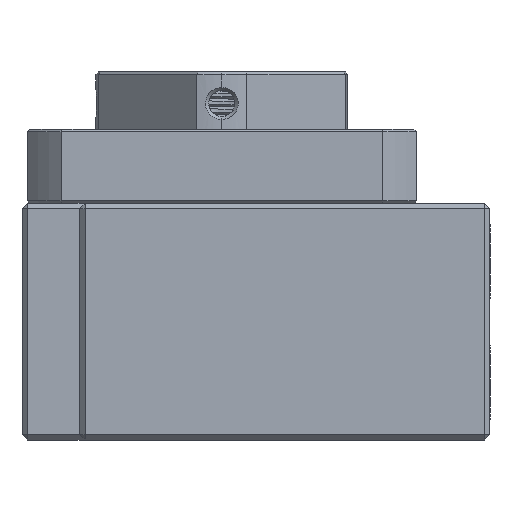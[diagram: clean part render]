
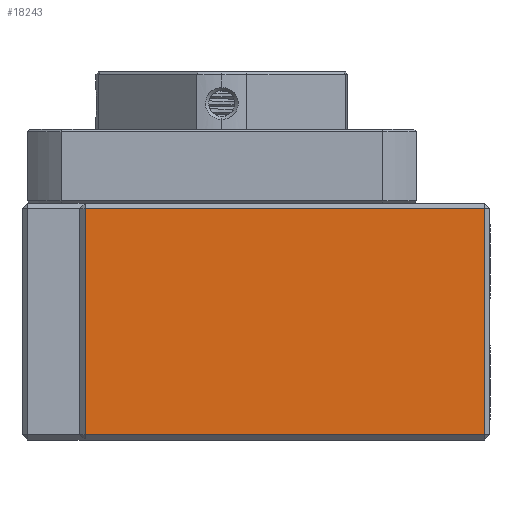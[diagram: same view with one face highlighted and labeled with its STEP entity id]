
A CAD part, left-side view. The second image highlights one B-rep face of the part: STEP entity #18243.
In plain terms, the highlighted planar face has unit normal (-1, 0, 0).
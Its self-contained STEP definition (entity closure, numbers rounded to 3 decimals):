
#333 = ORIENTED_EDGE ( 'NONE', *, *, #10802, .F. ) ;
#608 = DIRECTION ( 'NONE',  ( 0., 0., -1. ) ) ;
#772 = CARTESIAN_POINT ( 'NONE',  ( -64., 77., 21.5 ) ) ;
#1732 = CARTESIAN_POINT ( 'NONE',  ( -64., 39., 21.5 ) ) ;
#3289 = DIRECTION ( 'NONE',  ( 0., -1., 0. ) ) ;
#3488 = ORIENTED_EDGE ( 'NONE', *, *, #6923, .F. ) ;
#4060 = LINE ( 'NONE', #1732, #20047 ) ;
#5201 = CARTESIAN_POINT ( 'NONE',  ( -64., 1., 21.5 ) ) ;
#5806 = CARTESIAN_POINT ( 'NONE',  ( -64., 77., -21.5 ) ) ;
#6172 = CARTESIAN_POINT ( 'NONE',  ( -64., 39., -21.5 ) ) ;
#6258 = ORIENTED_EDGE ( 'NONE', *, *, #12392, .F. ) ;
#6923 = EDGE_CURVE ( 'NONE', #16816, #7577, #4060, .T. ) ;
#7577 = VERTEX_POINT ( 'NONE', #15682 ) ;
#9874 = DIRECTION ( 'NONE',  ( 1., 0., 0. ) ) ;
#10089 = AXIS2_PLACEMENT_3D ( 'NONE', #5201, #9874, #608 ) ;
#10385 = VECTOR ( 'NONE', #17005, 1000. ) ;
#10802 = EDGE_CURVE ( 'NONE', #17414, #16816, #12424, .T. ) ;
#12392 = EDGE_CURVE ( 'NONE', #7577, #16583, #13312, .T. ) ;
#12424 = LINE ( 'NONE', #17086, #16523 ) ;
#12496 = DIRECTION ( 'NONE',  ( 0., 0., 1. ) ) ;
#12637 = EDGE_CURVE ( 'NONE', #16583, #17414, #14483, .T. ) ;
#13312 = LINE ( 'NONE', #16055, #16921 ) ;
#14483 = LINE ( 'NONE', #6172, #10385 ) ;
#15302 = FACE_OUTER_BOUND ( 'NONE', #16527, .T. ) ;
#15682 = CARTESIAN_POINT ( 'NONE',  ( -64., 1., 21.5 ) ) ;
#16014 = PLANE ( 'NONE',  #10089 ) ;
#16055 = CARTESIAN_POINT ( 'NONE',  ( -64., 1., 0. ) ) ;
#16523 = VECTOR ( 'NONE', #12496, 1000. ) ;
#16527 = EDGE_LOOP ( 'NONE', ( #6258, #3488, #333, #17067 ) ) ;
#16583 = VERTEX_POINT ( 'NONE', #17079 ) ;
#16816 = VERTEX_POINT ( 'NONE', #772 ) ;
#16921 = VECTOR ( 'NONE', #19198, 1000. ) ;
#17005 = DIRECTION ( 'NONE',  ( 0., 1., 0. ) ) ;
#17067 = ORIENTED_EDGE ( 'NONE', *, *, #12637, .F. ) ;
#17079 = CARTESIAN_POINT ( 'NONE',  ( -64., 1., -21.5 ) ) ;
#17086 = CARTESIAN_POINT ( 'NONE',  ( -64., 77., 0. ) ) ;
#17414 = VERTEX_POINT ( 'NONE', #5806 ) ;
#18243 = ADVANCED_FACE ( 'NONE', ( #15302 ), #16014, .F. ) ;
#19198 = DIRECTION ( 'NONE',  ( 0., 0., -1. ) ) ;
#20047 = VECTOR ( 'NONE', #3289, 1000. ) ;
